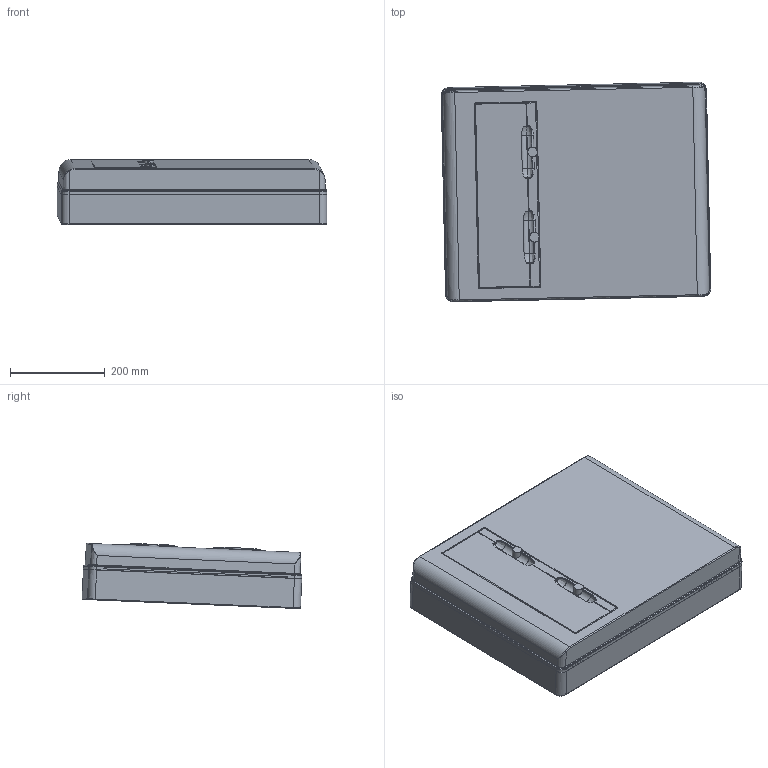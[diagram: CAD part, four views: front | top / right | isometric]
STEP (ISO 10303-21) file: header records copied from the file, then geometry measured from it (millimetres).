
FILE_DESCRIPTION((''),'2;1');
FILE_NAME('GW68012N_ASM','2021-03-25T11:32:30',('User'),('Axiro Italia'),'CREO PARAMETRIC BY PTC INC, 2020354','CREO PARAMETRIC BY PTC INC, 2020354','');
FILE_SCHEMA(('CONFIG_CONTROL_DESIGN'));
Length unit declared in the file: millimetre
Products named in the file (3): 55523526CXXX___FONDO_QDIN_20M; 55523583HXXX_FRONTALE_QDIN_20M_; GW68012N_ASM
Assembly tree (2 placements, depth 2):
  GW68012N_ASM
    55523526CXXX___FONDO_QDIN_20M
    55523583HXXX_FRONTALE_QDIN_20M_
Bounding box: 568.95 x 463.79 x 137.34 mm (x, y, z)
Volume: 4267463.1 mm3; surface area: 1556086.1 mm2
Topology: 2 solids, 2 shells, 886 faces, 2396 edges, 1540 vertices
Faces by surface type: plane 502, cone 140, cylinder 122, bspline 80, torus 34, sphere 8
Entity records: 33674 total; most frequent: CARTESIAN_POINT 12037, ORIENTED_EDGE 4760, DIRECTION 4078, EDGE_CURVE 2380, VERTEX_POINT 1540, VECTOR 1520, LINE 1520, AXIS2_PLACEMENT_3D 1279
